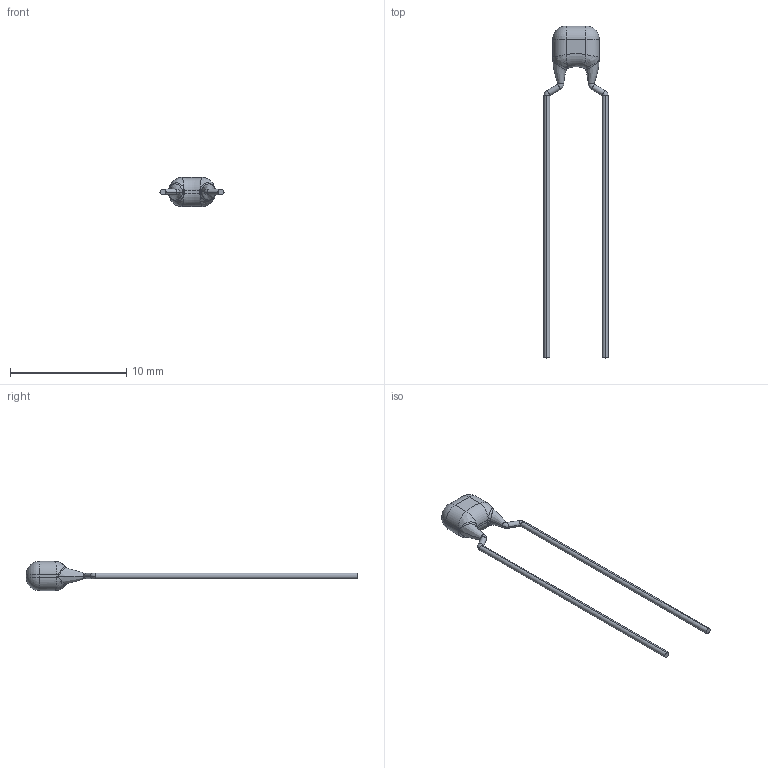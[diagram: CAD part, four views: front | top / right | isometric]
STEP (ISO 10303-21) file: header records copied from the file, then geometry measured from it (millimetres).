
FILE_DESCRIPTION(('FreeCAD Model'),'2;1');
FILE_NAME('RDE5C1H330J0M1H03A.STEP', '2022-01-31T08:49:20',('Author'),(''), 'Open CASCADE STEP processor 6.8','FreeCAD','Unknown');
FILE_SCHEMA(('AUTOMOTIVE_DESIGN_CC2 { 1 2 10303 214 -1 1 5 4 }'));
Length unit declared in the file: millimetre
Products named in the file (4): ASSEMBLY; RDE5C1H1R0C0M1H03A002; RDE5C1H1R0C0M1H03A001; RDE5C1H1R0C0M1H03A
Assembly tree (3 placements, depth 2):
  ASSEMBLY
    RDE5C1H1R0C0M1H03A002
    RDE5C1H1R0C0M1H03A001
    RDE5C1H1R0C0M1H03A
Bounding box: 5.5 x 28.5 x 2.5 mm (x, y, z)
Volume: 38.3 mm3; surface area: 129.5 mm2
Topology: 3 solids, 3 shells, 68 faces, 150 edges, 76 vertices
Faces by surface type: bspline 22, cylinder 21, plane 11, torus 10, sphere 4
Entity records: 10069 total; most frequent: CARTESIAN_POINT 7664, DIRECTION 295, B_SPLINE_CURVE_WITH_KNOTS 280, ORIENTED_EDGE 276, PCURVE 276, DEFINITIONAL_REPRESENTATION 276, EDGE_CURVE 138, SURFACE_CURVE 138
